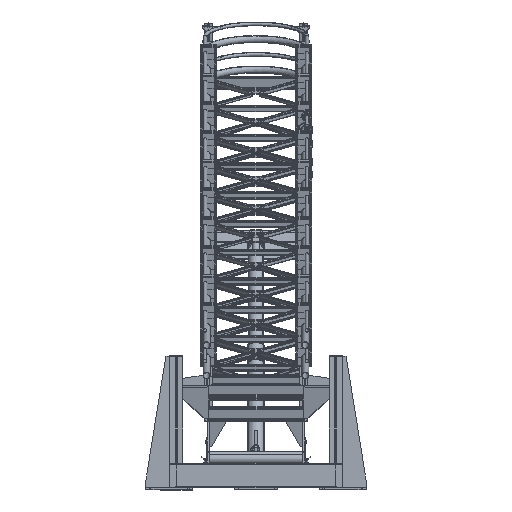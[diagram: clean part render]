
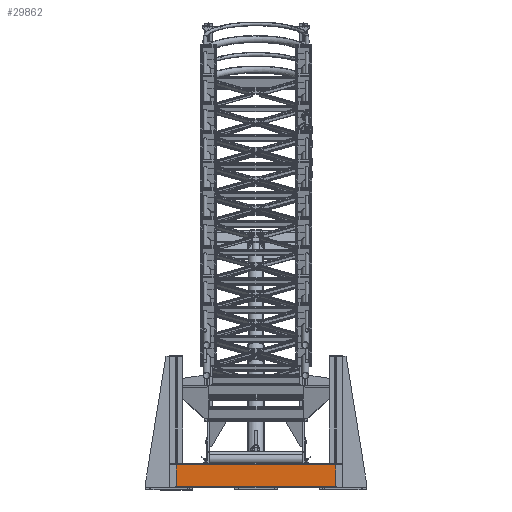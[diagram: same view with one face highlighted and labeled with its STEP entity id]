
A CAD part, left-side view. The second image highlights one B-rep face of the part: STEP entity #29862.
In plain terms, the highlighted face is planar.
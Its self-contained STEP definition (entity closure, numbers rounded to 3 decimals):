
#3400=FACE_OUTER_BOUND('',#5100,.T.);
#5100=EDGE_LOOP('',(#20558,#20559,#20560,#20561));
#7474=LINE('',#45983,#10551);
#7495=LINE('',#46033,#10572);
#7500=LINE('',#46043,#10577);
#7501=LINE('',#46045,#10578);
#10551=VECTOR('',#36774,10.);
#10572=VECTOR('',#36821,10.);
#10577=VECTOR('',#36832,10.);
#10578=VECTOR('',#36835,10.);
#13631=VERTEX_POINT('',#45980);
#13632=VERTEX_POINT('',#45982);
#13647=VERTEX_POINT('',#46030);
#13648=VERTEX_POINT('',#46032);
#16429=EDGE_CURVE('',#13632,#13631,#7474,.T.);
#16454=EDGE_CURVE('',#13648,#13647,#7495,.T.);
#16460=EDGE_CURVE('',#13648,#13631,#7500,.T.);
#16461=EDGE_CURVE('',#13647,#13632,#7501,.T.);
#20558=ORIENTED_EDGE('',*,*,#16429,.T.);
#20559=ORIENTED_EDGE('',*,*,#16460,.F.);
#20560=ORIENTED_EDGE('',*,*,#16454,.T.);
#20561=ORIENTED_EDGE('',*,*,#16461,.T.);
#28633=PLANE('',#33731);
#29862=ADVANCED_FACE('',(#3400),#28633,.T.);
#33731=AXIS2_PLACEMENT_3D('',#46044,#36833,#36834);
#36774=DIRECTION('',(0.,1.,0.));
#36821=DIRECTION('',(0.,-1.,0.));
#36832=DIRECTION('',(0.,0.,-1.));
#36833=DIRECTION('center_axis',(1.,0.,0.));
#36834=DIRECTION('ref_axis',(0.,1.,0.));
#36835=DIRECTION('',(0.,0.,-1.));
#45980=CARTESIAN_POINT('',(2.9,135.5,-2.9));
#45982=CARTESIAN_POINT('',(2.9,-135.5,-2.9));
#45983=CARTESIAN_POINT('',(2.9,-67.75,-2.9));
#46030=CARTESIAN_POINT('',(2.9,-135.5,2004.9));
#46032=CARTESIAN_POINT('',(2.9,135.5,2004.9));
#46033=CARTESIAN_POINT('',(2.9,-67.75,2004.9));
#46043=CARTESIAN_POINT('',(2.9,135.5,0.));
#46044=CARTESIAN_POINT('Origin',(2.9,-135.5,0.));
#46045=CARTESIAN_POINT('',(2.9,-135.5,0.));
